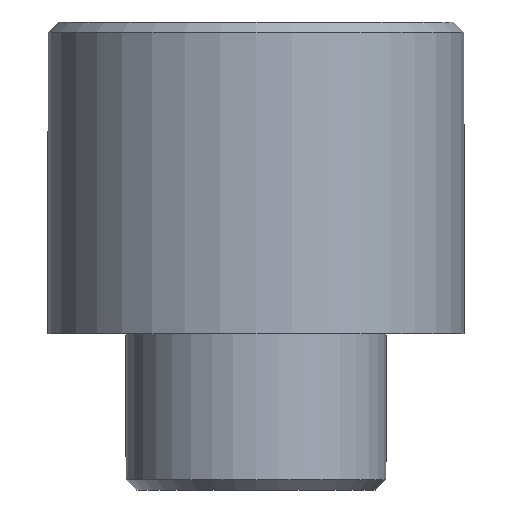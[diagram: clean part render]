
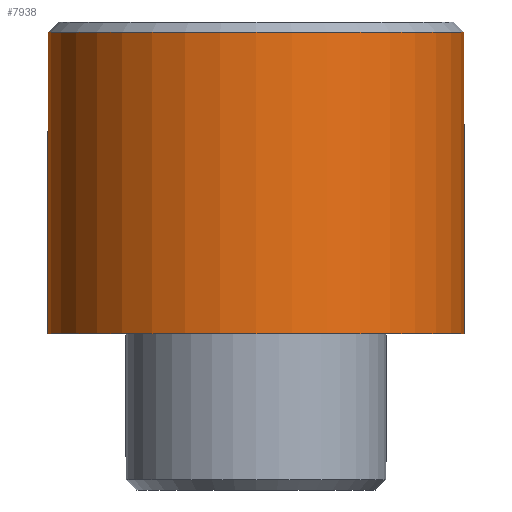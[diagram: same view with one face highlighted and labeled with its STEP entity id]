
A CAD part, front view. The second image highlights one B-rep face of the part: STEP entity #7938.
In plain terms, the highlighted cylindrical face has radius 2 mm (diameter 4 mm), a partial arc.
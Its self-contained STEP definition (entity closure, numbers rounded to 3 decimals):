
#363 = DIRECTION ( 'NONE',  ( 1., 0., 0. ) ) ;
#596 = CARTESIAN_POINT ( 'NONE',  ( -2., 0., 2.9 ) ) ;
#990 = DIRECTION ( 'NONE',  ( 0., 0., 1. ) ) ;
#1646 = EDGE_LOOP ( 'NONE', ( #5791, #12335, #10489, #2194 ) ) ;
#1662 = DIRECTION ( 'NONE',  ( 0., 0., 1. ) ) ;
#1776 = DIRECTION ( 'NONE',  ( 0., 0., 1. ) ) ;
#2194 = ORIENTED_EDGE ( 'NONE', *, *, #8991, .F. ) ;
#2702 = LINE ( 'NONE', #6733, #6368 ) ;
#4020 = CARTESIAN_POINT ( 'NONE',  ( 0., 0., 2.9 ) ) ;
#4253 = CIRCLE ( 'NONE', #15351, 2. ) ;
#4832 = CARTESIAN_POINT ( 'NONE',  ( -2., 0., 0. ) ) ;
#5466 = CARTESIAN_POINT ( 'NONE',  ( -2., 0., 0. ) ) ;
#5791 = ORIENTED_EDGE ( 'NONE', *, *, #8867, .F. ) ;
#6155 = VERTEX_POINT ( 'NONE', #6817 ) ;
#6320 = VERTEX_POINT ( 'NONE', #11956 ) ;
#6368 = VECTOR ( 'NONE', #12760, 1000. ) ;
#6733 = CARTESIAN_POINT ( 'NONE',  ( 2., 0., 0. ) ) ;
#6817 = CARTESIAN_POINT ( 'NONE',  ( 2., 0., 0. ) ) ;
#7938 = ADVANCED_FACE ( 'NONE', ( #14513 ), #9608, .T. ) ;
#8470 = LINE ( 'NONE', #4832, #14302 ) ;
#8621 = DIRECTION ( 'NONE',  ( 0., 0., 1. ) ) ;
#8867 = EDGE_CURVE ( 'NONE', #15072, #11579, #8470, .T. ) ;
#8991 = EDGE_CURVE ( 'NONE', #11579, #6320, #4253, .T. ) ;
#9440 = EDGE_CURVE ( 'NONE', #6155, #6320, #2702, .T. ) ;
#9470 = CARTESIAN_POINT ( 'NONE',  ( 0., 0., 0. ) ) ;
#9608 = CYLINDRICAL_SURFACE ( 'NONE', #9960, 2. ) ;
#9960 = AXIS2_PLACEMENT_3D ( 'NONE', #12309, #990, #11066 ) ;
#10452 = EDGE_CURVE ( 'NONE', #15072, #6155, #15350, .T. ) ;
#10489 = ORIENTED_EDGE ( 'NONE', *, *, #9440, .T. ) ;
#10812 = AXIS2_PLACEMENT_3D ( 'NONE', #9470, #1776, #363 ) ;
#11066 = DIRECTION ( 'NONE',  ( 1., 0., 0. ) ) ;
#11579 = VERTEX_POINT ( 'NONE', #596 ) ;
#11956 = CARTESIAN_POINT ( 'NONE',  ( 2., 0., 2.9 ) ) ;
#12309 = CARTESIAN_POINT ( 'NONE',  ( 0., 0., 0. ) ) ;
#12335 = ORIENTED_EDGE ( 'NONE', *, *, #10452, .T. ) ;
#12760 = DIRECTION ( 'NONE',  ( 0., 0., 1. ) ) ;
#14302 = VECTOR ( 'NONE', #8621, 1000. ) ;
#14513 = FACE_OUTER_BOUND ( 'NONE', #1646, .T. ) ;
#15072 = VERTEX_POINT ( 'NONE', #5466 ) ;
#15270 = DIRECTION ( 'NONE',  ( 1., 0., 0. ) ) ;
#15350 = CIRCLE ( 'NONE', #10812, 2. ) ;
#15351 = AXIS2_PLACEMENT_3D ( 'NONE', #4020, #1662, #15270 ) ;
